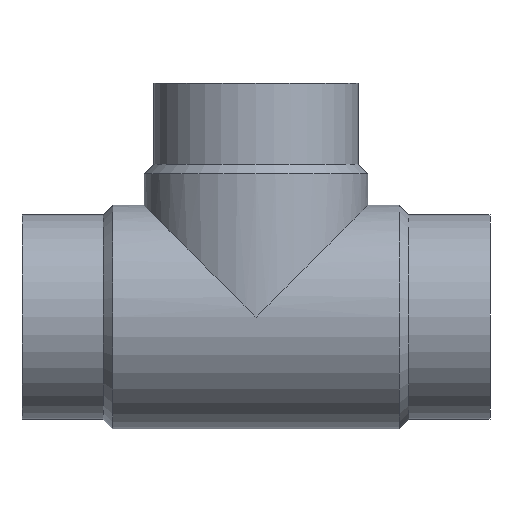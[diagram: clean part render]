
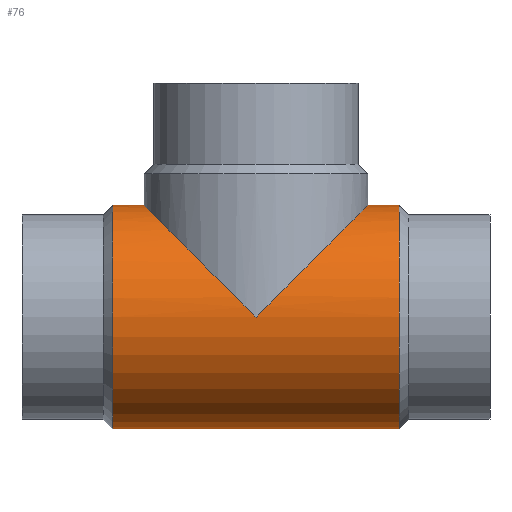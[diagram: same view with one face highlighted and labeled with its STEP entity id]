
A CAD part, front view. The second image highlights one B-rep face of the part: STEP entity #76.
In plain terms, the highlighted cylindrical face has radius 34.4 mm (diameter 68.8 mm), a full revolution.
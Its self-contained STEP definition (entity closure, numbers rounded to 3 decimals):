
#76 = ADVANCED_FACE( '', ( #93, #94, #95 ), #96, .T. );
#93 = FACE_OUTER_BOUND( '', #134, .T. );
#94 = FACE_BOUND( '', #135, .T. );
#95 = FACE_OUTER_BOUND( '', #136, .T. );
#96 = CYLINDRICAL_SURFACE( '', #137, 34.4 );
#134 = EDGE_LOOP( '', ( #178 ) );
#135 = EDGE_LOOP( '', ( #179, #180 ) );
#136 = EDGE_LOOP( '', ( #181 ) );
#137 = AXIS2_PLACEMENT_3D( '', #182, #183, #184 );
#178 = ORIENTED_EDGE( '', *, *, #246, .F. );
#179 = ORIENTED_EDGE( '', *, *, #247, .F. );
#180 = ORIENTED_EDGE( '', *, *, #248, .F. );
#181 = ORIENTED_EDGE( '', *, *, #249, .T. );
#182 = CARTESIAN_POINT( '', ( 0., 0., 0. ) );
#183 = DIRECTION( '', ( -1., 0., 0. ) );
#184 = DIRECTION( '', ( 0., 0., -1. ) );
#246 = EDGE_CURVE( '', #266, #266, #267, .T. );
#247 = EDGE_CURVE( '', #268, #269, #270, .T. );
#248 = EDGE_CURVE( '', #269, #268, #271, .F. );
#249 = EDGE_CURVE( '', #272, #272, #273, .T. );
#266 = VERTEX_POINT( '', #298 );
#267 = CIRCLE( '', #299, 34.4 );
#268 = VERTEX_POINT( '', #300 );
#269 = VERTEX_POINT( '', #301 );
#270 = ELLIPSE( '', #302, 48.649, 34.4 );
#271 = ELLIPSE( '', #303, 48.649, 34.4 );
#272 = VERTEX_POINT( '', #304 );
#273 = CIRCLE( '', #305, 34.4 );
#298 = CARTESIAN_POINT( '', ( -27.9, 0., -34.4 ) );
#299 = AXIS2_PLACEMENT_3D( '', #334, #335, #336 );
#300 = CARTESIAN_POINT( '', ( -72., 34.4, 0. ) );
#301 = CARTESIAN_POINT( '', ( -72., -34.4, 0. ) );
#302 = AXIS2_PLACEMENT_3D( '', #337, #338, #339 );
#303 = AXIS2_PLACEMENT_3D( '', #340, #341, #342 );
#304 = CARTESIAN_POINT( '', ( -116.1, 0., -34.4 ) );
#305 = AXIS2_PLACEMENT_3D( '', #343, #344, #345 );
#334 = CARTESIAN_POINT( '', ( -27.9, 0., 0. ) );
#335 = DIRECTION( '', ( 1., 0., 0. ) );
#336 = DIRECTION( '', ( 0., 0., -1. ) );
#337 = CARTESIAN_POINT( '', ( -72., 0., 0. ) );
#338 = DIRECTION( '', ( 0.707, 0., 0.707 ) );
#339 = DIRECTION( '', ( 0.707, 0., -0.707 ) );
#340 = CARTESIAN_POINT( '', ( -72., 0., 0. ) );
#341 = DIRECTION( '', ( 0.707, 0., -0.707 ) );
#342 = DIRECTION( '', ( 0.707, 0., 0.707 ) );
#343 = CARTESIAN_POINT( '', ( -116.1, 0., 0. ) );
#344 = DIRECTION( '', ( 1., 0., 0. ) );
#345 = DIRECTION( '', ( 0., 0., -1. ) );
